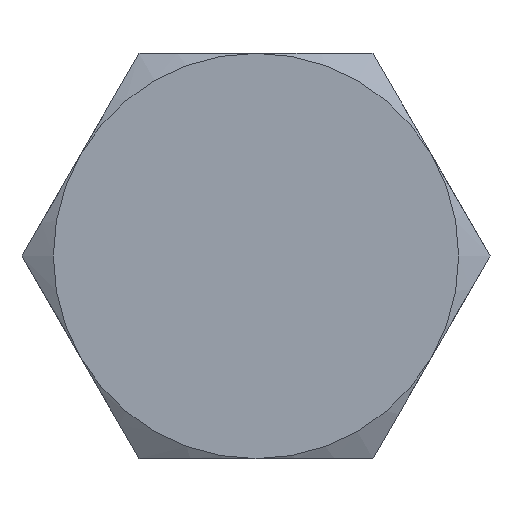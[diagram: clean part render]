
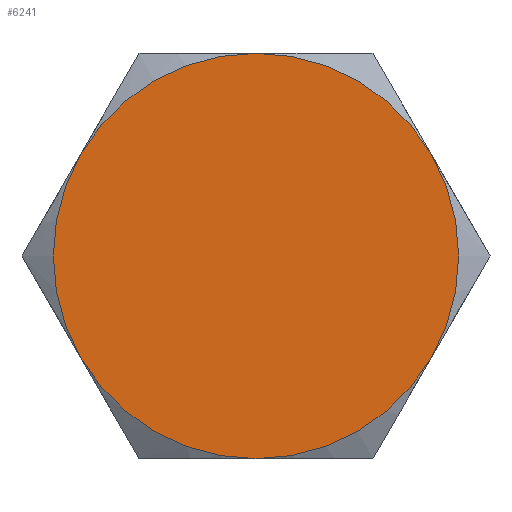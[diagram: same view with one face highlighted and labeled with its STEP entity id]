
A CAD part, left-side view. The second image highlights one B-rep face of the part: STEP entity #6241.
In plain terms, the highlighted planar face has unit normal (-1, 0, 0).
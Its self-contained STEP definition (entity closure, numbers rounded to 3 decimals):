
#11 = FACE_OUTER_BOUND ( 'NONE', #3403, .T. ) ;
#168 = DIRECTION ( 'NONE',  ( -1., 0., 0. ) ) ;
#234 = DIRECTION ( 'NONE',  ( 0., 0., 1. ) ) ;
#389 = DIRECTION ( 'NONE',  ( -1., 0., 0. ) ) ;
#447 = CARTESIAN_POINT ( 'NONE',  ( -11., 0., 0. ) ) ;
#516 = CARTESIAN_POINT ( 'NONE',  ( -11., 0., -2.75 ) ) ;
#540 = CIRCLE ( 'NONE', #3348, 2.75 ) ;
#547 = AXIS2_PLACEMENT_3D ( 'NONE', #3400, #168, #3960 ) ;
#623 = EDGE_CURVE ( 'NONE', #7466, #7243, #6232, .T. ) ;
#781 = EDGE_CURVE ( 'NONE', #7243, #3784, #6735, .T. ) ;
#1118 = CARTESIAN_POINT ( 'NONE',  ( -11., 0., 0. ) ) ;
#1445 = CARTESIAN_POINT ( 'NONE',  ( -11., 2.382, -1.375 ) ) ;
#1513 = DIRECTION ( 'NONE',  ( -1., 0., 0. ) ) ;
#1554 = EDGE_CURVE ( 'NONE', #7342, #6113, #540, .T. ) ;
#1736 = DIRECTION ( 'NONE',  ( 0., 0., 1. ) ) ;
#1789 = CARTESIAN_POINT ( 'NONE',  ( -11., 0., 2.75 ) ) ;
#2033 = CARTESIAN_POINT ( 'NONE',  ( -11., 0., 0. ) ) ;
#2078 = DIRECTION ( 'NONE',  ( -1., 0., 0. ) ) ;
#2109 = DIRECTION ( 'NONE',  ( 0., 0., 1. ) ) ;
#2311 = AXIS2_PLACEMENT_3D ( 'NONE', #447, #389, #5992 ) ;
#2383 = ORIENTED_EDGE ( 'NONE', *, *, #1554, .T. ) ;
#2596 = EDGE_CURVE ( 'NONE', #3072, #7342, #3280, .T. ) ;
#2725 = PLANE ( 'NONE',  #6105 ) ;
#3072 = VERTEX_POINT ( 'NONE', #1445 ) ;
#3145 = CARTESIAN_POINT ( 'NONE',  ( -11., 0., 0. ) ) ;
#3174 = CARTESIAN_POINT ( 'NONE',  ( -11., -2.382, -1.375 ) ) ;
#3280 = CIRCLE ( 'NONE', #2311, 2.75 ) ;
#3348 = AXIS2_PLACEMENT_3D ( 'NONE', #5325, #4533, #5184 ) ;
#3362 = CIRCLE ( 'NONE', #547, 2.75 ) ;
#3400 = CARTESIAN_POINT ( 'NONE',  ( -11., 0., 0. ) ) ;
#3403 = EDGE_LOOP ( 'NONE', ( #4561, #4150, #3861, #6224, #2383, #7842 ) ) ;
#3528 = EDGE_CURVE ( 'NONE', #6113, #7466, #3362, .T. ) ;
#3784 = VERTEX_POINT ( 'NONE', #4698 ) ;
#3861 = ORIENTED_EDGE ( 'NONE', *, *, #3935, .T. ) ;
#3935 = EDGE_CURVE ( 'NONE', #3784, #3072, #4122, .T. ) ;
#3960 = DIRECTION ( 'NONE',  ( 0., 0., 1. ) ) ;
#4062 = AXIS2_PLACEMENT_3D ( 'NONE', #1118, #5484, #1736 ) ;
#4122 = CIRCLE ( 'NONE', #4062, 2.75 ) ;
#4150 = ORIENTED_EDGE ( 'NONE', *, *, #781, .T. ) ;
#4420 = DIRECTION ( 'NONE',  ( 0., 0., 1. ) ) ;
#4533 = DIRECTION ( 'NONE',  ( -1., 0., 0. ) ) ;
#4551 = CARTESIAN_POINT ( 'NONE',  ( -11., -1.588, -2.75 ) ) ;
#4561 = ORIENTED_EDGE ( 'NONE', *, *, #623, .T. ) ;
#4698 = CARTESIAN_POINT ( 'NONE',  ( -11., 2.382, 1.375 ) ) ;
#5184 = DIRECTION ( 'NONE',  ( 0., 0., 1. ) ) ;
#5325 = CARTESIAN_POINT ( 'NONE',  ( -11., 0., 0. ) ) ;
#5484 = DIRECTION ( 'NONE',  ( -1., 0., 0. ) ) ;
#5992 = DIRECTION ( 'NONE',  ( 0., 0., 1. ) ) ;
#6105 = AXIS2_PLACEMENT_3D ( 'NONE', #4551, #1513, #2109 ) ;
#6113 = VERTEX_POINT ( 'NONE', #3174 ) ;
#6224 = ORIENTED_EDGE ( 'NONE', *, *, #2596, .T. ) ;
#6232 = CIRCLE ( 'NONE', #7586, 2.75 ) ;
#6241 = ADVANCED_FACE ( 'NONE', ( #11 ), #2725, .T. ) ;
#6324 = CARTESIAN_POINT ( 'NONE',  ( -11., -2.382, 1.375 ) ) ;
#6735 = CIRCLE ( 'NONE', #7307, 2.75 ) ;
#7243 = VERTEX_POINT ( 'NONE', #1789 ) ;
#7307 = AXIS2_PLACEMENT_3D ( 'NONE', #2033, #2078, #234 ) ;
#7342 = VERTEX_POINT ( 'NONE', #516 ) ;
#7466 = VERTEX_POINT ( 'NONE', #6324 ) ;
#7586 = AXIS2_PLACEMENT_3D ( 'NONE', #3145, #7618, #4420 ) ;
#7618 = DIRECTION ( 'NONE',  ( -1., 0., 0. ) ) ;
#7842 = ORIENTED_EDGE ( 'NONE', *, *, #3528, .T. ) ;
